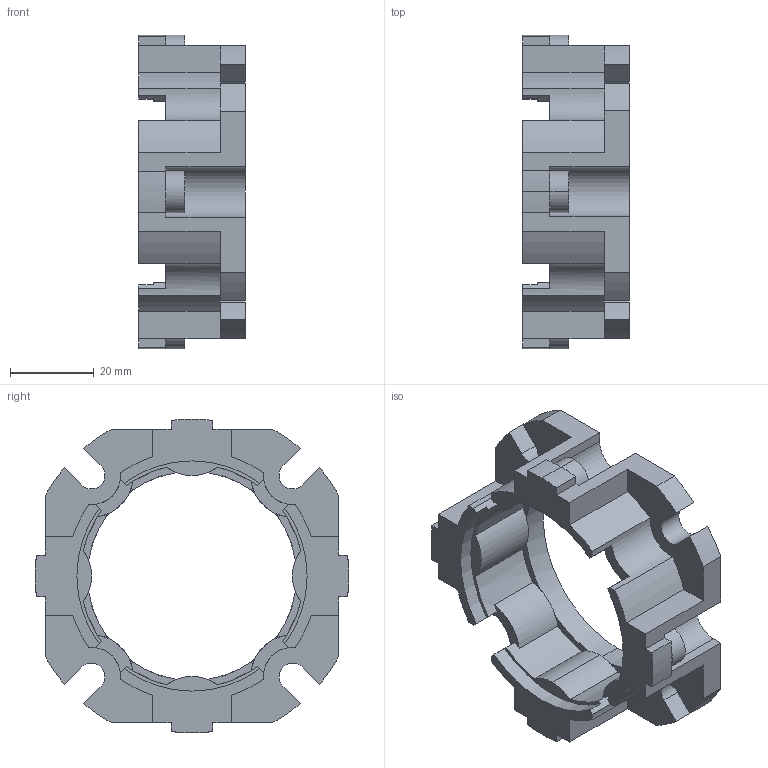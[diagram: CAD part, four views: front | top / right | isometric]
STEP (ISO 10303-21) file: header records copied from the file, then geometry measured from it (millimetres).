
FILE_DESCRIPTION (( 'STEP AP214' ), '1' );
FILE_NAME ('WGA-30M-ACC1.STEP', '2014-10-31T11:38:43', ( '' ), ( '' ), 'SwSTEP 2.0', 'SolidWorks 2014', '' );
FILE_SCHEMA (( 'AUTOMOTIVE_DESIGN' ));
Length unit declared in the file: inch
Products named in the file (1): WGA-30M-ACC1
Bounding box: 25.5 x 75 x 75 mm (x, y, z)
Volume: 29176 mm3; surface area: 17066.7 mm2
Topology: 1 solids, 1 shells, 159 faces, 451 edges, 293 vertices
Faces by surface type: plane 89, cylinder 70
Entity records: 5453 total; most frequent: DIRECTION 964, CARTESIAN_POINT 904, ORIENTED_EDGE 902, EDGE_CURVE 451, AXIS2_PLACEMENT_3D 353, VERTEX_POINT 293, VECTOR 258, LINE 258
